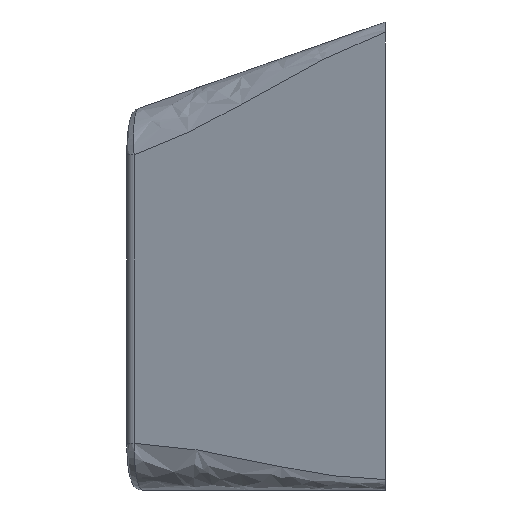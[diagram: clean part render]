
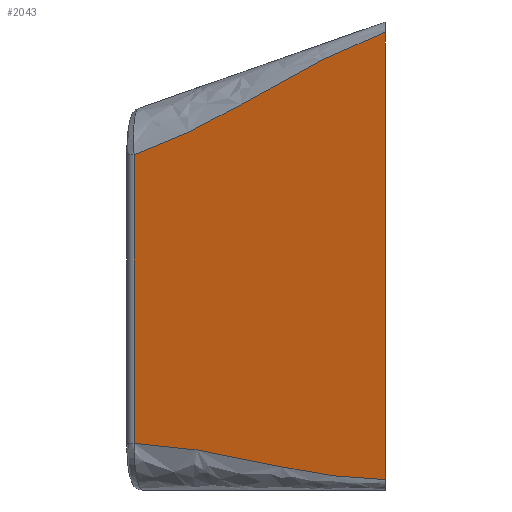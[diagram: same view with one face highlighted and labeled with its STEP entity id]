
A CAD part, left-side view. The second image highlights one B-rep face of the part: STEP entity #2043.
In plain terms, the highlighted planar face has unit normal (-0.958, 0.287, 0).
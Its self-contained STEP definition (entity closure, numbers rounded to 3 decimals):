
#1734=EDGE_CURVE('',#1735,#1737,#1739,.F.);
#1735=VERTEX_POINT('',#1736);
#1736=CARTESIAN_POINT('',(0.0,0.0,-0.384));
#1737=VERTEX_POINT('',#1738);
#1738=CARTESIAN_POINT('',(0.0,0.0,-17.6));
#1739=LINE('',#1740,#1741);
#1740=CARTESIAN_POINT('',(0.0,0.0,0.0));
#1741=VECTOR('',#1742,1.0);
#1742=DIRECTION('',(0.0,0.0,1.0));
#2043=ADVANCED_FACE('',(#2044),#2083,.F.);
#2044=FACE_BOUND('',#2045,.T.);
#2045=EDGE_LOOP('',(#2046,#2061,#2069,#2082));
#2046=ORIENTED_EDGE('',*,*,#2047,.T.);
#2047=EDGE_CURVE('',#1735,#2048,#2050,.T.);
#2048=VERTEX_POINT('',#2049);
#2049=CARTESIAN_POINT('',(2.899,9.664,-5.108));
#2050=B_SPLINE_CURVE_WITH_KNOTS('',3,(#2051,#2052,#2053,#2054,#2055,#2056,#2057,#2058,#2059,#2060),.UNSPECIFIED.,.F.,.U.,(4,3,3,4),(-0.023,0.0,0.011,0.035),.UNSPECIFIED.);
#2051=CARTESIAN_POINT('',(-6.332,-21.107,7.004));
#2052=CARTESIAN_POINT('',(-4.233,-14.108,4.554));
#2053=CARTESIAN_POINT('',(-2.133,-7.11,2.105));
#2054=CARTESIAN_POINT('',(-0.033,-0.111,-0.345));
#2055=CARTESIAN_POINT('',(0.967,3.223,-1.511));
#2056=CARTESIAN_POINT('',(1.851,6.168,-3.885));
#2057=CARTESIAN_POINT('',(2.851,9.502,-5.052));
#2058=CARTESIAN_POINT('',(5.0,16.667,-7.559));
#2059=CARTESIAN_POINT('',(7.149,23.832,-10.067));
#2060=CARTESIAN_POINT('',(9.299,30.996,-12.575));
#2061=ORIENTED_EDGE('',*,*,#2062,.T.);
#2062=EDGE_CURVE('',#2048,#2063,#2065,.T.);
#2063=VERTEX_POINT('',#2064);
#2064=CARTESIAN_POINT('',(2.899,9.664,-16.205));
#2065=LINE('',#2066,#2067);
#2066=CARTESIAN_POINT('',(2.899,9.664,0.0));
#2067=VECTOR('',#2068,1.0);
#2068=DIRECTION('',(0.0,0.0,-1.0));
#2069=ORIENTED_EDGE('',*,*,#2070,.T.);
#2070=EDGE_CURVE('',#2063,#1737,#2071,.T.);
#2071=B_SPLINE_CURVE_WITH_KNOTS('',3,(#2072,#2073,#2074,#2075,#2076,#2077,#2078,#2079,#2080,#2081),.UNSPECIFIED.,.F.,.U.,(4,3,3,4),(-0.032,-0.01,0.0,0.021),.UNSPECIFIED.);
#2072=CARTESIAN_POINT('',(9.235,30.783,-16.2));
#2073=CARTESIAN_POINT('',(7.157,23.855,-16.2));
#2074=CARTESIAN_POINT('',(5.078,16.928,-16.2));
#2075=CARTESIAN_POINT('',(3.0,10.0,-16.2));
#2076=CARTESIAN_POINT('',(2.0,6.667,-16.2));
#2077=CARTESIAN_POINT('',(1.0,3.333,-17.6));
#2078=CARTESIAN_POINT('',(0.,0.,-17.6));
#2079=CARTESIAN_POINT('',(-2.052,-6.841,-17.6));
#2080=CARTESIAN_POINT('',(-4.104,-13.681,-17.6));
#2081=CARTESIAN_POINT('',(-6.157,-20.522,-17.6));
#2082=ORIENTED_EDGE('',*,*,#1734,.F.);
#2083=PLANE('',#2084);
#2084=AXIS2_PLACEMENT_3D('',#2085,#2086,#2087);
#2085=CARTESIAN_POINT('',(0.,0.,0.0));
#2086=DIRECTION('',(0.958,-0.287,0.0));
#2087=DIRECTION('',(0.287,0.958,0.0));
